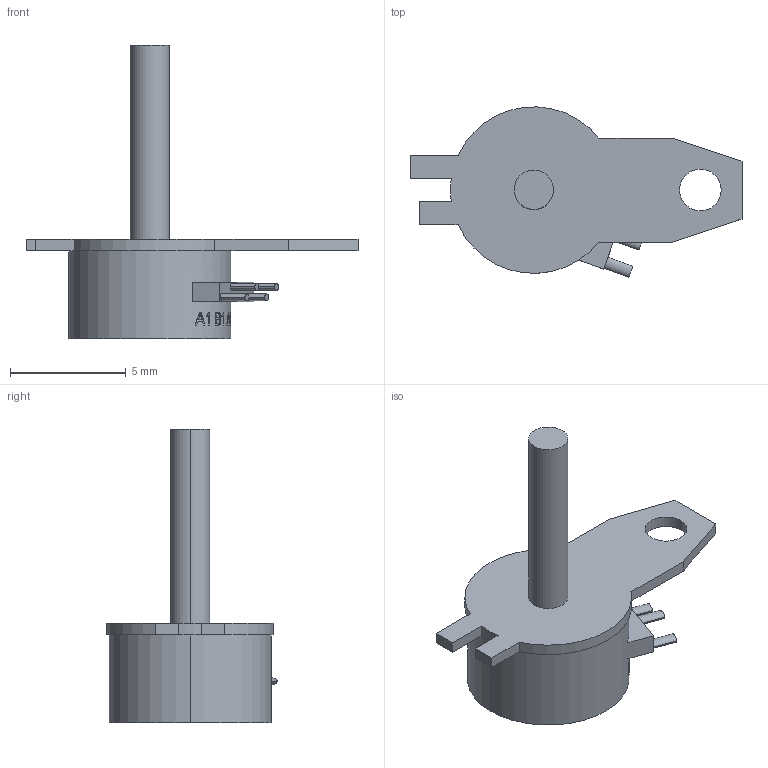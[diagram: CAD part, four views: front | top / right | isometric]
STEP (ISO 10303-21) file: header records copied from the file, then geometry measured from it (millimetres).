
FILE_DESCRIPTION (( 'STEP AP214' ), '1' );
FILE_NAME ('StepMotor_MDSW020B41.STEP', '2019-12-08T15:17:39', ( 'Bee-bee-mama' ), ( '' ), 'SwSTEP 2.0', 'SolidWorks 2018', '' );
FILE_SCHEMA (( 'AUTOMOTIVE_DESIGN' ));
Length unit declared in the file: millimetre
Products named in the file (1): StepMotor_MDSW020B41
Bounding box: 14.35 x 7.35 x 12.7 mm (x, y, z)
Volume: 199.6 mm3; surface area: 294.8 mm2
Topology: 1 solids, 1 shells, 182 faces, 477 edges, 318 vertices
Faces by surface type: plane 82, bspline 68, cylinder 32
Entity records: 8997 total; most frequent: CARTESIAN_POINT 3348, ORIENTED_EDGE 954, DIRECTION 589, EDGE_CURVE 477, VERTEX_POINT 318, AXIS2_PLACEMENT_3D 215, EDGE_LOOP 205, B_SPLINE_CURVE_WITH_KNOTS 202
